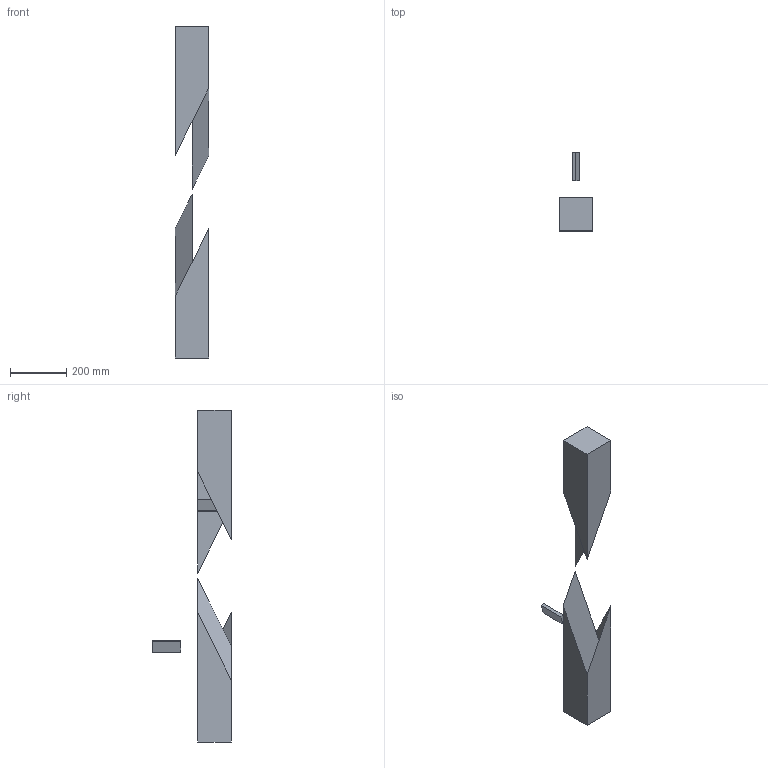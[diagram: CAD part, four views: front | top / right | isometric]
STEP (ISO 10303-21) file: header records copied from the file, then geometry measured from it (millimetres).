
FILE_DESCRIPTION(/* description */ (''),/* implementation_level */ '2;1');
FILE_NAME(/* name */ '89820.step',/* time_stamp */ '2018-12-24T17:40:36+09:00',/* author */ ('ryo2003'),/* organization */ (''),/* preprocessor_version */ 'ST-DEVELOPER v17.2',/* originating_system */ 'Autodesk Translation Framework v7.6.0.251',/* authorisation */ '');
FILE_SCHEMA (('AUTOMOTIVE_DESIGN { 1 0 10303 214 3 1 1 }'));
Length unit declared in the file: millimetre
Products named in the file (4): 宮島継ぎ; コンポーネント1; コンポーネント2; コンポーネント4
Assembly tree (3 placements, depth 2):
  宮島継ぎ
    コンポーネント1
    コンポーネント2
    コンポーネント4
Bounding box: 120 x 280 x 1180 mm (x, y, z)
Volume: 9796800 mm3; surface area: 512403.3 mm2
Topology: 3 solids, 3 shells, 30 faces, 70 edges, 46 vertices
Faces by surface type: plane 30
Entity records: 962 total; most frequent: CARTESIAN_POINT 153, DIRECTION 144, ORIENTED_EDGE 140, LINE 70, VECTOR 70, EDGE_CURVE 70, VERTEX_POINT 46, AXIS2_PLACEMENT_3D 37
